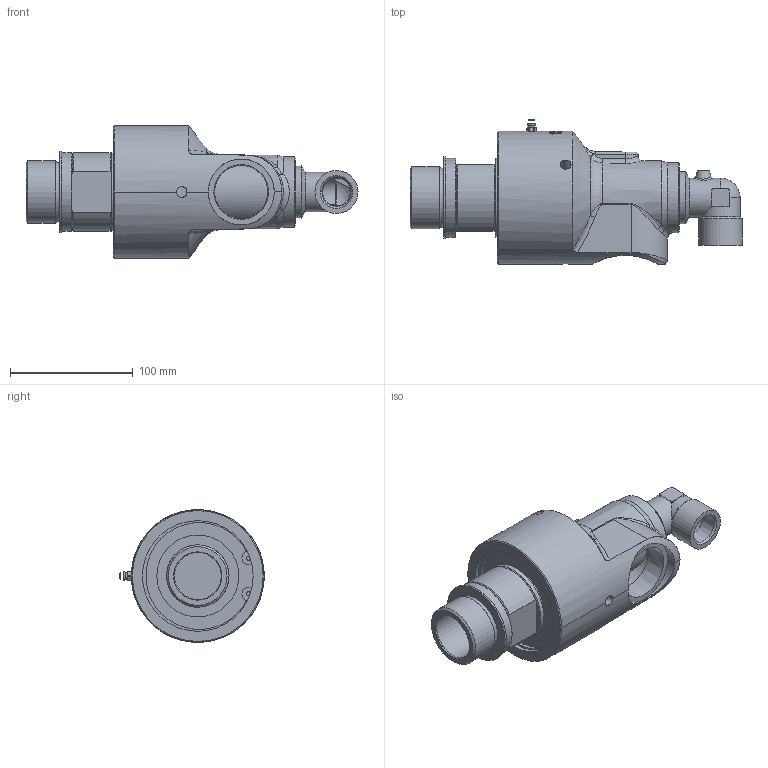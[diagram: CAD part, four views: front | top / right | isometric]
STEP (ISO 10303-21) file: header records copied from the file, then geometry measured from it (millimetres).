
FILE_DESCRIPTION(/* description */ (''),/* implementation_level */ '2;1');
FILE_NAME(/* name */ '555-000-395013-IC.stp',/* time_stamp */ '2020-05-20T13:05:03-05:00',/* author */ ('GALINDOLM'),/* organization */ (''),/* preprocessor_version */ 'ST-DEVELOPER v18',/* originating_system */ 'Autodesk Inventor 2020',/* authorisation */ '');
FILE_SCHEMA (('AUTOMOTIVE_DESIGN { 1 0 10303 214 3 1 1 }'));
Length unit declared in the file: millimetre
Products named in the file (1): 555-000-395013-IC
Bounding box: 270.08 x 117.41 x 108 mm (x, y, z)
Volume: 1015724.5 mm3; surface area: 108870.5 mm2
Topology: 1 solids, 2 shells, 562 faces, 1519 edges, 1011 vertices
Faces by surface type: bspline 270, plane 147, cylinder 89, cone 48, torus 7, sphere 1
Full cylindrical faces by diameter (mm): 2.005 x1, 3.12 x2, 3.5 x1, 5.359 x1, 8.6 x3, 22.631 x2, 27.05 x1, 32 x1, 35 x1, 37.313 x1, 38.1 x1, 43.256 x1, 50.754 x1, 50.8 x1, 53.7 x1, 56.25 x1, 64 x2, 66.7 x1, 90.07 x1
Entity records: 32720 total; most frequent: CARTESIAN_POINT 19739, ORIENTED_EDGE 3030, DIRECTION 2007, EDGE_CURVE 1515, VERTEX_POINT 1011, AXIS2_PLACEMENT_3D 755, EDGE_LOOP 618, FACE_OUTER_BOUND 562
